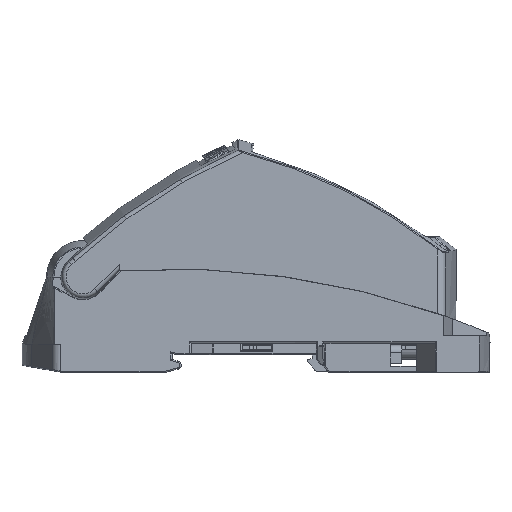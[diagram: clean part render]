
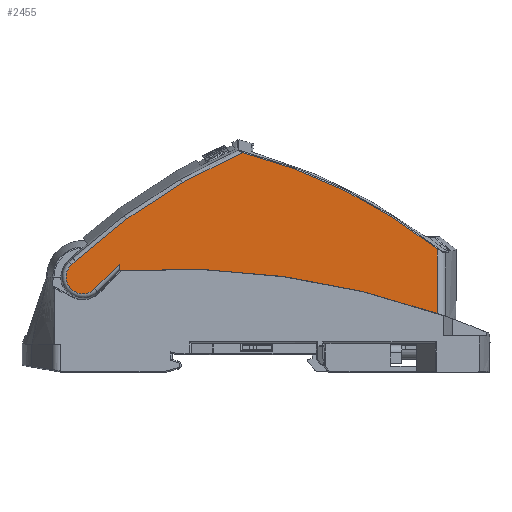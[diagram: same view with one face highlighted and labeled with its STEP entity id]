
A CAD part, left-side view. The second image highlights one B-rep face of the part: STEP entity #2455.
In plain terms, the highlighted planar face has unit normal (-1, 0, 0).
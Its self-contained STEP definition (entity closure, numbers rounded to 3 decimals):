
#186 = AXIS2_PLACEMENT_3D ( 'NONE', #60130, #60109, #60051 ) ;
#429 = EDGE_LOOP ( 'NONE', ( #9884, #29010, #5943, #19486, #29388, #62299, #10776, #15905, #60370 ) ) ;
#583 = EDGE_CURVE ( 'NONE', #51672, #29407, #68489, .T. ) ;
#2455 = ADVANCED_FACE ( 'NONE', ( #54055 ), #60554, .T. ) ;
#3608 = EDGE_CURVE ( 'NONE', #24209, #39827, #13177, .T. ) ;
#5943 = ORIENTED_EDGE ( 'NONE', *, *, #15857, .F. ) ;
#6384 = EDGE_CURVE ( 'NONE', #14877, #37811, #12203, .T. ) ;
#6522 = CARTESIAN_POINT ( 'NONE',  ( -24.85, -3.321, 54.183 ) ) ;
#7074 = AXIS2_PLACEMENT_3D ( 'NONE', #28345, #65396, #33627 ) ;
#7282 = CIRCLE ( 'NONE', #7074, 129.757 ) ;
#7324 = EDGE_CURVE ( 'NONE', #29407, #21346, #19579, .T. ) ;
#7383 = DIRECTION ( 'NONE',  ( -1., 0., 0. ) ) ;
#8325 = VECTOR ( 'NONE', #27310, 1000. ) ;
#9003 = DIRECTION ( 'NONE',  ( 0., -0.737, 0.676 ) ) ;
#9060 = CARTESIAN_POINT ( 'NONE',  ( -24.85, 38.734, 26.548 ) ) ;
#9884 = ORIENTED_EDGE ( 'NONE', *, *, #583, .T. ) ;
#10776 = ORIENTED_EDGE ( 'NONE', *, *, #3608, .F. ) ;
#12144 = CARTESIAN_POINT ( 'NONE',  ( -24.85, -63.062, -82.52 ) ) ;
#12172 = AXIS2_PLACEMENT_3D ( 'NONE', #41894, #41879, #41824 ) ;
#12203 = LINE ( 'NONE', #29126, #38657 ) ;
#13177 = LINE ( 'NONE', #9060, #53790 ) ;
#14877 = VERTEX_POINT ( 'NONE', #44525 ) ;
#15783 = VERTEX_POINT ( 'NONE', #43543 ) ;
#15857 = EDGE_CURVE ( 'NONE', #37811, #21346, #58456, .T. ) ;
#15905 = ORIENTED_EDGE ( 'NONE', *, *, #60063, .F. ) ;
#16276 = EDGE_CURVE ( 'NONE', #39827, #56731, #59340, .T. ) ;
#17505 = DIRECTION ( 'NONE',  ( 0., 0.676, 0.737 ) ) ;
#18448 = EDGE_CURVE ( 'NONE', #51672, #15783, #50605, .T. ) ;
#19486 = ORIENTED_EDGE ( 'NONE', *, *, #6384, .F. ) ;
#19579 = CIRCLE ( 'NONE', #12172, 200. ) ;
#21346 = VERTEX_POINT ( 'NONE', #64256 ) ;
#23467 = DIRECTION ( 'NONE',  ( 1., 0., 0. ) ) ;
#24209 = VERTEX_POINT ( 'NONE', #27643 ) ;
#25620 = AXIS2_PLACEMENT_3D ( 'NONE', #55212, #23467, #60529 ) ;
#26226 = VECTOR ( 'NONE', #66103, 1000. ) ;
#27310 = DIRECTION ( 'NONE',  ( 0., 0.707, -0.707 ) ) ;
#27643 = CARTESIAN_POINT ( 'NONE',  ( -24.85, 38.734, 26.548 ) ) ;
#28345 = CARTESIAN_POINT ( 'NONE',  ( -24.85, 28.938, -71.5 ) ) ;
#28806 = CIRCLE ( 'NONE', #25620, 4.136 ) ;
#29010 = ORIENTED_EDGE ( 'NONE', *, *, #7324, .T. ) ;
#29126 = CARTESIAN_POINT ( 'NONE',  ( -24.85, -51.361, 30.426 ) ) ;
#29388 = ORIENTED_EDGE ( 'NONE', *, *, #49071, .T. ) ;
#29407 = VERTEX_POINT ( 'NONE', #37813 ) ;
#30522 = AXIS2_PLACEMENT_3D ( 'NONE', #12144, #49242, #17505 ) ;
#32585 = CARTESIAN_POINT ( 'NONE',  ( -24.85, 26.938, 26.65 ) ) ;
#33627 = DIRECTION ( 'NONE',  ( 0., -0.619, 0.786 ) ) ;
#37811 = VERTEX_POINT ( 'NONE', #54506 ) ;
#37813 = CARTESIAN_POINT ( 'NONE',  ( -24.85, 26.938, 25.077 ) ) ;
#38657 = VECTOR ( 'NONE', #65634, 1000. ) ;
#39074 = CARTESIAN_POINT ( 'NONE',  ( -24.85, 13.938, -174.5 ) ) ;
#39827 = VERTEX_POINT ( 'NONE', #52235 ) ;
#41824 = DIRECTION ( 'NONE',  ( 0., 0.065, 0.998 ) ) ;
#41879 = DIRECTION ( 'NONE',  ( 1., 0., 0. ) ) ;
#41894 = CARTESIAN_POINT ( 'NONE',  ( -24.85, 13.938, -174.5 ) ) ;
#43543 = CARTESIAN_POINT ( 'NONE',  ( -24.85, 33.013, 20.575 ) ) ;
#44471 = DIRECTION ( 'NONE',  ( 0., -0.326, 0.945 ) ) ;
#44525 = CARTESIAN_POINT ( 'NONE',  ( -24.85, -51.361, 30.426 ) ) ;
#49071 = EDGE_CURVE ( 'NONE', #14877, #56731, #7282, .T. ) ;
#49242 = DIRECTION ( 'NONE',  ( 1., 0., 0. ) ) ;
#50605 = LINE ( 'NONE', #32585, #8325 ) ;
#51672 = VERTEX_POINT ( 'NONE', #59528 ) ;
#52235 = CARTESIAN_POINT ( 'NONE',  ( -24.85, 37.783, 27.42 ) ) ;
#53790 = VECTOR ( 'NONE', #9003, 1000. ) ;
#54055 = FACE_OUTER_BOUND ( 'NONE', #429, .T. ) ;
#54506 = CARTESIAN_POINT ( 'NONE',  ( -24.85, -51.361, 14.54 ) ) ;
#55212 = CARTESIAN_POINT ( 'NONE',  ( -24.85, 35.938, 23.5 ) ) ;
#56731 = VERTEX_POINT ( 'NONE', #6522 ) ;
#58083 = AXIS2_PLACEMENT_3D ( 'NONE', #39074, #7383, #44471 ) ;
#58456 = CIRCLE ( 'NONE', #58083, 200. ) ;
#59340 = CIRCLE ( 'NONE', #30522, 149.187 ) ;
#59528 = CARTESIAN_POINT ( 'NONE',  ( -24.85, 26.938, 26.65 ) ) ;
#60051 = DIRECTION ( 'NONE',  ( 0., -1., 0. ) ) ;
#60063 = EDGE_CURVE ( 'NONE', #15783, #24209, #28806, .T. ) ;
#60109 = DIRECTION ( 'NONE',  ( -1., 0., 0. ) ) ;
#60130 = CARTESIAN_POINT ( 'NONE',  ( -24.85, -6.062, 33.5 ) ) ;
#60370 = ORIENTED_EDGE ( 'NONE', *, *, #18448, .F. ) ;
#60529 = DIRECTION ( 'NONE',  ( 0., -0.707, -0.707 ) ) ;
#60554 = PLANE ( 'NONE',  #186 ) ;
#62299 = ORIENTED_EDGE ( 'NONE', *, *, #16276, .F. ) ;
#64256 = CARTESIAN_POINT ( 'NONE',  ( -24.85, 26.407, 25.111 ) ) ;
#65396 = DIRECTION ( 'NONE',  ( -1., 0., 0. ) ) ;
#65634 = DIRECTION ( 'NONE',  ( 0., 0., -1. ) ) ;
#65868 = CARTESIAN_POINT ( 'NONE',  ( -24.85, 26.938, 26.65 ) ) ;
#66103 = DIRECTION ( 'NONE',  ( 0., 0., -1. ) ) ;
#68489 = LINE ( 'NONE', #65868, #26226 ) ;
